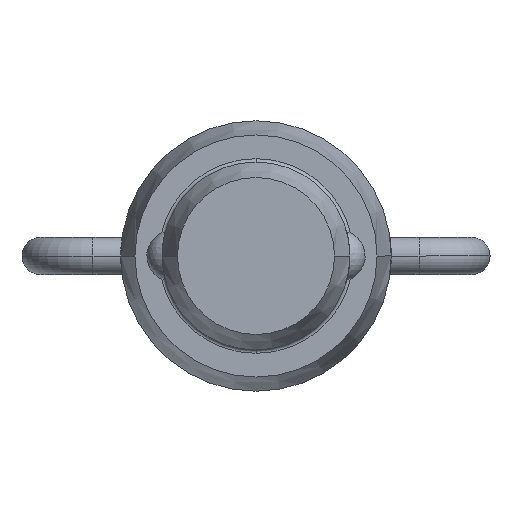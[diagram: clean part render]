
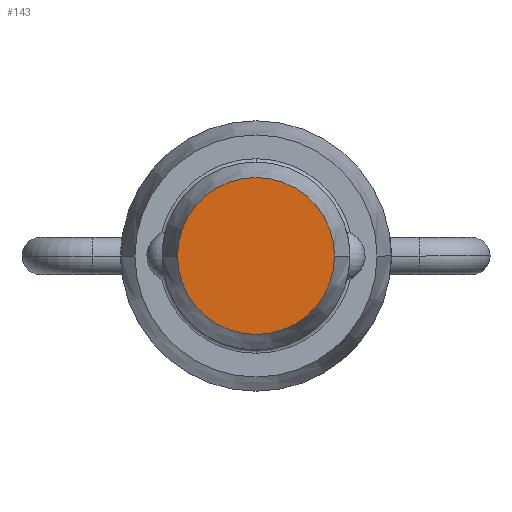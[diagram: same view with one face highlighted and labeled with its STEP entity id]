
A CAD part, front view. The second image highlights one B-rep face of the part: STEP entity #143.
In plain terms, the highlighted planar face has unit normal (0, -1, 0).
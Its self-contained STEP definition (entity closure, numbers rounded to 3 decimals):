
#143=ADVANCED_FACE('',(#284),#285,.T.);
#284=FACE_OUTER_BOUND('',#417,.T.);
#285=PLANE('',#418);
#417=EDGE_LOOP('',(#770,#771));
#418=AXIS2_PLACEMENT_3D('',#772,#773,#774);
#770=ORIENTED_EDGE('',*,*,#911,.T.);
#771=ORIENTED_EDGE('',*,*,#850,.T.);
#772=CARTESIAN_POINT('',(-2.778,-45.212,0.0));
#773=DIRECTION('',(0.,-1.0,0.0));
#774=DIRECTION('',(1.0,0.,0.0));
#850=EDGE_CURVE('',#1038,#1036,#1039,.T.);
#911=EDGE_CURVE('',#1036,#1038,#1115,.T.);
#1036=VERTEX_POINT('',#1304);
#1038=VERTEX_POINT('',#1307);
#1039=CIRCLE('',#1308,4.646);
#1115=CIRCLE('',#1520,4.646);
#1304=CARTESIAN_POINT('',(-4.646,-45.212,0.0));
#1307=CARTESIAN_POINT('',(4.646,-45.212,0.));
#1308=AXIS2_PLACEMENT_3D('',#1656,#1657,#1658);
#1520=AXIS2_PLACEMENT_3D('',#1725,#1726,#1727);
#1656=CARTESIAN_POINT('',(0.0,-45.212,0.0));
#1657=DIRECTION('',(0.,-1.0,0.0));
#1658=DIRECTION('',(-1.0,0.,0.0));
#1725=CARTESIAN_POINT('',(0.0,-45.212,0.0));
#1726=DIRECTION('',(0.,-1.0,0.0));
#1727=DIRECTION('',(-1.0,0.,0.0));
